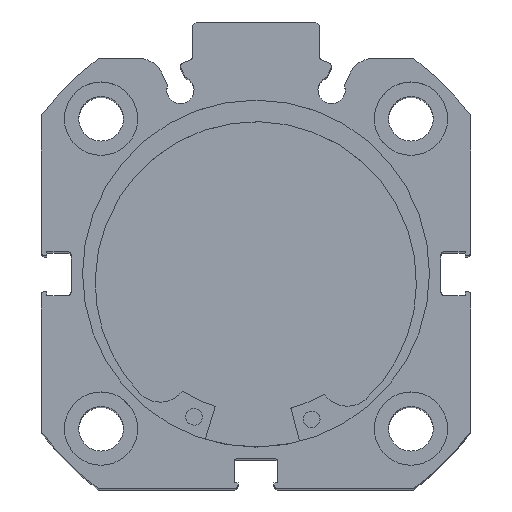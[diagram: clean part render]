
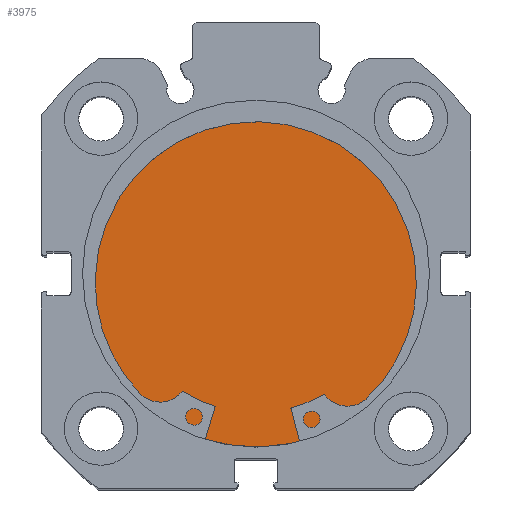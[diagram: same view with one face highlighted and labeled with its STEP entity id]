
A CAD part, top view. The second image highlights one B-rep face of the part: STEP entity #3975.
In plain terms, the highlighted face is planar.
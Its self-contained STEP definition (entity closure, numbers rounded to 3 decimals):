
#32 = VERTEX_POINT ( 'NONE', #4302 ) ;
#224 = VERTEX_POINT ( 'NONE', #3576 ) ;
#937 = CARTESIAN_POINT ( 'NONE',  ( 9., 26., 0. ) ) ;
#938 = PLANE ( 'NONE',  #4847 ) ;
#940 = DIRECTION ( 'NONE',  ( -1., 0., 0. ) ) ;
#941 = DIRECTION ( 'NONE',  ( 0., 0., 1. ) ) ;
#1904 = CARTESIAN_POINT ( 'NONE',  ( 9., 0., 0. ) ) ;
#1905 = DIRECTION ( 'NONE',  ( -1., 0., 0. ) ) ;
#1906 = DIRECTION ( 'NONE',  ( 0., 0., 1. ) ) ;
#2142 = CIRCLE ( 'NONE', #5073, 26. ) ;
#2419 = CIRCLE ( 'NONE', #5164, 26. ) ;
#2978 = CARTESIAN_POINT ( 'NONE',  ( 9., 0., 0. ) ) ;
#2987 = DIRECTION ( 'NONE',  ( -1., 0., 0. ) ) ;
#2988 = DIRECTION ( 'NONE',  ( 0., 0., 1. ) ) ;
#3576 = CARTESIAN_POINT ( 'NONE',  ( 9., 0., 26. ) ) ;
#3975 = ADVANCED_FACE ( 'NONE', ( #5907 ), #938, .F. ) ;
#4131 = ORIENTED_EDGE ( 'NONE', *, *, #4655, .F. ) ;
#4163 = ORIENTED_EDGE ( 'NONE', *, *, #4467, .F. ) ;
#4302 = CARTESIAN_POINT ( 'NONE',  ( 9., 0., -26. ) ) ;
#4467 = EDGE_CURVE ( 'NONE', #32, #224, #2142, .T. ) ;
#4655 = EDGE_CURVE ( 'NONE', #224, #32, #2419, .T. ) ;
#4847 = AXIS2_PLACEMENT_3D ( 'NONE', #937, #940, #941 ) ;
#5073 = AXIS2_PLACEMENT_3D ( 'NONE', #1904, #1905, #1906 ) ;
#5164 = AXIS2_PLACEMENT_3D ( 'NONE', #2978, #2987, #2988 ) ;
#5907 = FACE_OUTER_BOUND ( 'NONE', #6565, .T. ) ;
#6565 = EDGE_LOOP ( 'NONE', ( #4131, #4163 ) ) ;
